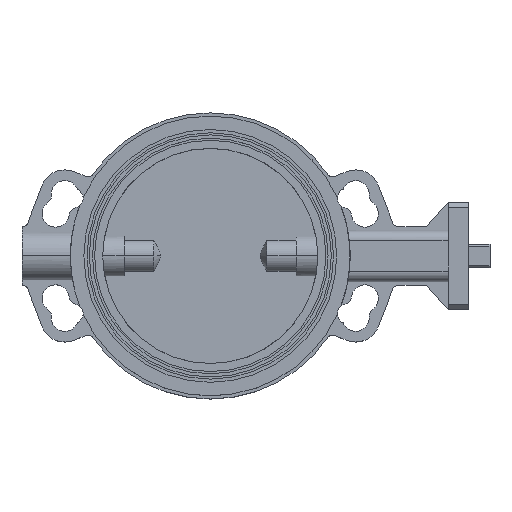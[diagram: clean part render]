
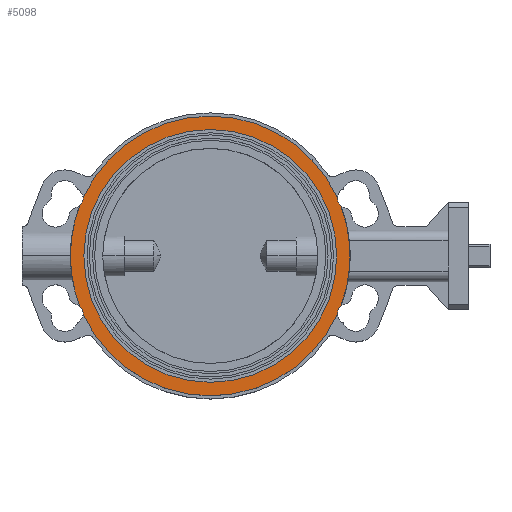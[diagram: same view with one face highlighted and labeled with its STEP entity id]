
A CAD part, top view. The second image highlights one B-rep face of the part: STEP entity #5098.
In plain terms, the highlighted planar face has unit normal (0, 0, 1).
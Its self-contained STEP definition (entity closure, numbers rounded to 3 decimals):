
#34 = CARTESIAN_POINT ( 'NONE',  ( 127.125, 53.696, 30.5 ) ) ;
#95 = CIRCLE ( 'NONE', #5717, 130. ) ;
#210 = AXIS2_PLACEMENT_3D ( 'NONE', #6443, #4565, #6375 ) ;
#297 = DIRECTION ( 'NONE',  ( 0., 0., 1. ) ) ;
#353 = AXIS2_PLACEMENT_3D ( 'NONE', #2835, #7308, #1120 ) ;
#425 = DIRECTION ( 'NONE',  ( 1., 0., 0. ) ) ;
#499 = ORIENTED_EDGE ( 'NONE', *, *, #7757, .T. ) ;
#598 = FACE_OUTER_BOUND ( 'NONE', #4324, .T. ) ;
#630 = CARTESIAN_POINT ( 'NONE',  ( 118.141, 54.246, 30.5 ) ) ;
#726 = AXIS2_PLACEMENT_3D ( 'NONE', #1977, #3235, #5757 ) ;
#788 = VERTEX_POINT ( 'NONE', #7571 ) ;
#795 = EDGE_CURVE ( 'NONE', #6992, #6646, #5686, .T. ) ;
#939 = CARTESIAN_POINT ( 'NONE',  ( 118.125, -53.696, 30.5 ) ) ;
#988 = AXIS2_PLACEMENT_3D ( 'NONE', #4512, #5409, #425 ) ;
#1015 = AXIS2_PLACEMENT_3D ( 'NONE', #2271, #4778, #7271 ) ;
#1085 = CIRCLE ( 'NONE', #1472, 9. ) ;
#1098 = DIRECTION ( 'NONE',  ( 1., 0., 0. ) ) ;
#1120 = DIRECTION ( 'NONE',  ( 1., 0., 0. ) ) ;
#1138 = DIRECTION ( 'NONE',  ( 1., 0., 0. ) ) ;
#1225 = EDGE_CURVE ( 'NONE', #4669, #3484, #6740, .T. ) ;
#1233 = DIRECTION ( 'NONE',  ( 0., 0., 1. ) ) ;
#1369 = CIRCLE ( 'NONE', #5559, 9. ) ;
#1472 = AXIS2_PLACEMENT_3D ( 'NONE', #5284, #3305, #7714 ) ;
#1481 = DIRECTION ( 'NONE',  ( 1., 0., 0. ) ) ;
#1505 = VERTEX_POINT ( 'NONE', #2195 ) ;
#1553 = AXIS2_PLACEMENT_3D ( 'NONE', #6493, #7654, #1481 ) ;
#1587 = CARTESIAN_POINT ( 'NONE',  ( 0., 0., 30.5 ) ) ;
#1618 = AXIS2_PLACEMENT_3D ( 'NONE', #5003, #1233, #5588 ) ;
#1957 = EDGE_CURVE ( 'NONE', #788, #3099, #6224, .T. ) ;
#1977 = CARTESIAN_POINT ( 'NONE',  ( 127.125, 53.696, 30.5 ) ) ;
#2000 = CIRCLE ( 'NONE', #6836, 130. ) ;
#2176 = CIRCLE ( 'NONE', #6754, 9. ) ;
#2195 = CARTESIAN_POINT ( 'NONE',  ( -118.141, -54.246, 30.5 ) ) ;
#2199 = CARTESIAN_POINT ( 'NONE',  ( 118.141, -54.246, 30.5 ) ) ;
#2232 = VERTEX_POINT ( 'NONE', #6925 ) ;
#2271 = CARTESIAN_POINT ( 'NONE',  ( 0., 0., 30.5 ) ) ;
#2274 = VERTEX_POINT ( 'NONE', #3378 ) ;
#2406 = DIRECTION ( 'NONE',  ( 1., 0., 0. ) ) ;
#2518 = EDGE_CURVE ( 'NONE', #2553, #788, #5321, .T. ) ;
#2553 = VERTEX_POINT ( 'NONE', #5487 ) ;
#2779 = ORIENTED_EDGE ( 'NONE', *, *, #795, .F. ) ;
#2835 = CARTESIAN_POINT ( 'NONE',  ( 0., 0., 30.5 ) ) ;
#2857 = ORIENTED_EDGE ( 'NONE', *, *, #1225, .T. ) ;
#3000 = EDGE_CURVE ( 'NONE', #3484, #4669, #3344, .T. ) ;
#3066 = VERTEX_POINT ( 'NONE', #5669 ) ;
#3080 = PLANE ( 'NONE',  #1618 ) ;
#3093 = ORIENTED_EDGE ( 'NONE', *, *, #6349, .F. ) ;
#3099 = VERTEX_POINT ( 'NONE', #3860 ) ;
#3196 = AXIS2_PLACEMENT_3D ( 'NONE', #5569, #7918, #1098 ) ;
#3235 = DIRECTION ( 'NONE',  ( 0., 0., 1. ) ) ;
#3305 = DIRECTION ( 'NONE',  ( 0., 0., -1. ) ) ;
#3311 = ORIENTED_EDGE ( 'NONE', *, *, #7576, .T. ) ;
#3344 = CIRCLE ( 'NONE', #1015, 117.5 ) ;
#3351 = ORIENTED_EDGE ( 'NONE', *, *, #7201, .T. ) ;
#3364 = EDGE_LOOP ( 'NONE', ( #6168, #2857 ) ) ;
#3374 = DIRECTION ( 'NONE',  ( 1., 0., 0. ) ) ;
#3378 = CARTESIAN_POINT ( 'NONE',  ( 121.255, 46.874, 30.5 ) ) ;
#3484 = VERTEX_POINT ( 'NONE', #5125 ) ;
#3504 = DIRECTION ( 'NONE',  ( 0., 0., 1. ) ) ;
#3590 = CARTESIAN_POINT ( 'NONE',  ( 0., 0., 30.5 ) ) ;
#3624 = CARTESIAN_POINT ( 'NONE',  ( 117.5, 0., 30.5 ) ) ;
#3651 = CARTESIAN_POINT ( 'NONE',  ( 118.125, 53.696, 30.5 ) ) ;
#3841 = EDGE_CURVE ( 'NONE', #3066, #2553, #6786, .T. ) ;
#3860 = CARTESIAN_POINT ( 'NONE',  ( -121.255, -46.874, 30.5 ) ) ;
#3888 = ORIENTED_EDGE ( 'NONE', *, *, #3841, .T. ) ;
#4278 = VERTEX_POINT ( 'NONE', #939 ) ;
#4324 = EDGE_LOOP ( 'NONE', ( #7134, #3351, #6795, #5040, #3311, #3093, #2779, #499, #3888, #5500, #5957 ) ) ;
#4461 = FACE_BOUND ( 'NONE', #3364, .T. ) ;
#4512 = CARTESIAN_POINT ( 'NONE',  ( 0., 0., 30.5 ) ) ;
#4528 = AXIS2_PLACEMENT_3D ( 'NONE', #3590, #6104, #2406 ) ;
#4565 = DIRECTION ( 'NONE',  ( 0., 0., -1. ) ) ;
#4669 = VERTEX_POINT ( 'NONE', #3624 ) ;
#4778 = DIRECTION ( 'NONE',  ( 0., 0., -1. ) ) ;
#4979 = DIRECTION ( 'NONE',  ( 0., 0., 1. ) ) ;
#5003 = CARTESIAN_POINT ( 'NONE',  ( 0., 0., 30.5 ) ) ;
#5016 = DIRECTION ( 'NONE',  ( 1., 0., 0. ) ) ;
#5040 = ORIENTED_EDGE ( 'NONE', *, *, #7808, .T. ) ;
#5098 = ADVANCED_FACE ( 'NONE', ( #4461, #598 ), #3080, .T. ) ;
#5125 = CARTESIAN_POINT ( 'NONE',  ( -117.5, 0., 30.5 ) ) ;
#5284 = CARTESIAN_POINT ( 'NONE',  ( 127.125, -53.696, 30.5 ) ) ;
#5321 = CIRCLE ( 'NONE', #4528, 130. ) ;
#5409 = DIRECTION ( 'NONE',  ( 0., 0., 1. ) ) ;
#5487 = CARTESIAN_POINT ( 'NONE',  ( -121.255, 46.874, 30.5 ) ) ;
#5500 = ORIENTED_EDGE ( 'NONE', *, *, #2518, .T. ) ;
#5559 = AXIS2_PLACEMENT_3D ( 'NONE', #34, #4979, #5016 ) ;
#5569 = CARTESIAN_POINT ( 'NONE',  ( 0., 0., 30.5 ) ) ;
#5588 = DIRECTION ( 'NONE',  ( 1., 0., 0. ) ) ;
#5669 = CARTESIAN_POINT ( 'NONE',  ( -118.141, 54.246, 30.5 ) ) ;
#5686 = CIRCLE ( 'NONE', #726, 9. ) ;
#5717 = AXIS2_PLACEMENT_3D ( 'NONE', #1587, #7916, #3374 ) ;
#5728 = CIRCLE ( 'NONE', #353, 130. ) ;
#5757 = DIRECTION ( 'NONE',  ( 1., 0., 0. ) ) ;
#5937 = CARTESIAN_POINT ( 'NONE',  ( -127.125, -53.696, 30.5 ) ) ;
#5957 = ORIENTED_EDGE ( 'NONE', *, *, #1957, .T. ) ;
#6104 = DIRECTION ( 'NONE',  ( 0., 0., 1. ) ) ;
#6155 = VERTEX_POINT ( 'NONE', #2199 ) ;
#6168 = ORIENTED_EDGE ( 'NONE', *, *, #3000, .T. ) ;
#6224 = CIRCLE ( 'NONE', #988, 130. ) ;
#6349 = EDGE_CURVE ( 'NONE', #6646, #2274, #1369, .T. ) ;
#6375 = DIRECTION ( 'NONE',  ( 1., 0., 0. ) ) ;
#6443 = CARTESIAN_POINT ( 'NONE',  ( 127.125, -53.696, 30.5 ) ) ;
#6491 = EDGE_CURVE ( 'NONE', #6155, #4278, #7389, .T. ) ;
#6493 = CARTESIAN_POINT ( 'NONE',  ( -127.125, 53.696, 30.5 ) ) ;
#6527 = DIRECTION ( 'NONE',  ( 1., 0., 0. ) ) ;
#6646 = VERTEX_POINT ( 'NONE', #3651 ) ;
#6740 = CIRCLE ( 'NONE', #3196, 117.5 ) ;
#6754 = AXIS2_PLACEMENT_3D ( 'NONE', #5937, #3504, #1138 ) ;
#6786 = CIRCLE ( 'NONE', #1553, 9. ) ;
#6795 = ORIENTED_EDGE ( 'NONE', *, *, #6491, .T. ) ;
#6836 = AXIS2_PLACEMENT_3D ( 'NONE', #7133, #297, #6527 ) ;
#6925 = CARTESIAN_POINT ( 'NONE',  ( 121.255, -46.874, 30.5 ) ) ;
#6992 = VERTEX_POINT ( 'NONE', #630 ) ;
#7133 = CARTESIAN_POINT ( 'NONE',  ( 0., 0., 30.5 ) ) ;
#7134 = ORIENTED_EDGE ( 'NONE', *, *, #7311, .F. ) ;
#7201 = EDGE_CURVE ( 'NONE', #1505, #6155, #95, .T. ) ;
#7271 = DIRECTION ( 'NONE',  ( 1., 0., 0. ) ) ;
#7308 = DIRECTION ( 'NONE',  ( 0., 0., 1. ) ) ;
#7311 = EDGE_CURVE ( 'NONE', #1505, #3099, #2176, .T. ) ;
#7389 = CIRCLE ( 'NONE', #210, 9. ) ;
#7571 = CARTESIAN_POINT ( 'NONE',  ( -130., 0., 30.5 ) ) ;
#7576 = EDGE_CURVE ( 'NONE', #2232, #2274, #5728, .T. ) ;
#7654 = DIRECTION ( 'NONE',  ( 0., 0., -1. ) ) ;
#7714 = DIRECTION ( 'NONE',  ( 1., 0., 0. ) ) ;
#7757 = EDGE_CURVE ( 'NONE', #6992, #3066, #2000, .T. ) ;
#7808 = EDGE_CURVE ( 'NONE', #4278, #2232, #1085, .T. ) ;
#7916 = DIRECTION ( 'NONE',  ( 0., 0., 1. ) ) ;
#7918 = DIRECTION ( 'NONE',  ( 0., 0., -1. ) ) ;
